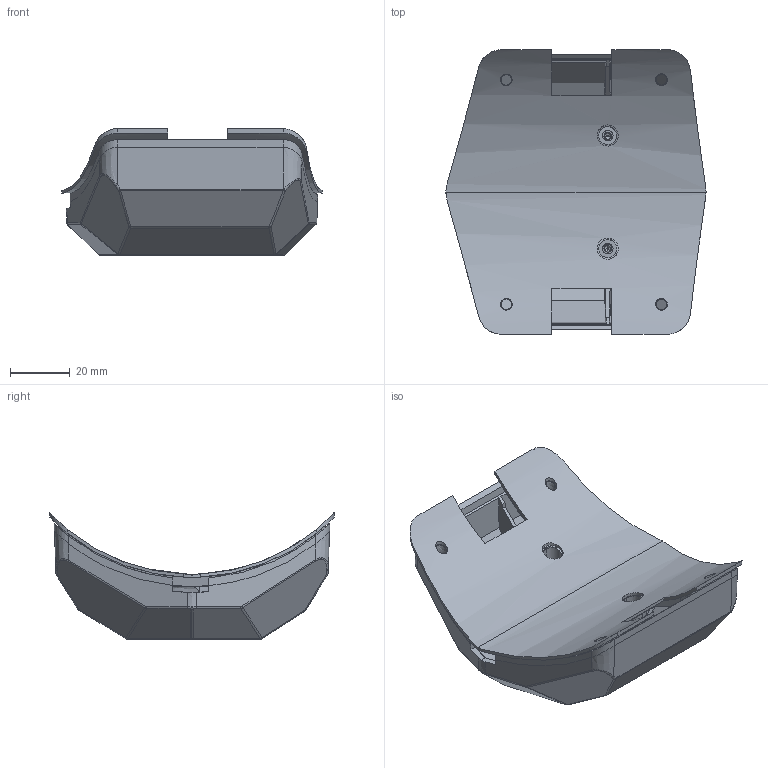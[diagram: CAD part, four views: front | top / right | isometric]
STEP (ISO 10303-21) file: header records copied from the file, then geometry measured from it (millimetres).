
FILE_DESCRIPTION (( 'STEP AP214' ), '1' );
FILE_NAME ('assem shoulder.STEP', '2017-08-15T03:14:05', ( '' ), ( '' ), 'SwSTEP 2.0', 'SolidWorks 2016', '' );
FILE_SCHEMA (( 'AUTOMOTIVE_DESIGN' ));
Length unit declared in the file: millimetre
Products named in the file (4): shoulder_Stif___; Shoulder_cover___; Shoulder_base___; assem shoulder
Assembly tree (3 placements, depth 2):
  assem shoulder
    Shoulder_base___
    Shoulder_cover___
    shoulder_Stif___
Bounding box: 86.74 x 94.84 x 42.21 mm (x, y, z)
Volume: 52902 mm3; surface area: 58221.8 mm2
Topology: 3 solids, 3 shells, 586 faces, 1591 edges, 1034 vertices
Faces by surface type: plane 289, bspline 146, cylinder 106, cone 41, sphere 4
Entity records: 30931 total; most frequent: CARTESIAN_POINT 14342, ORIENTED_EDGE 3182, DIRECTION 2172, EDGE_CURVE 1591, VERTEX_POINT 1034, LINE 842, VECTOR 842, AXIS2_PLACEMENT_3D 665
